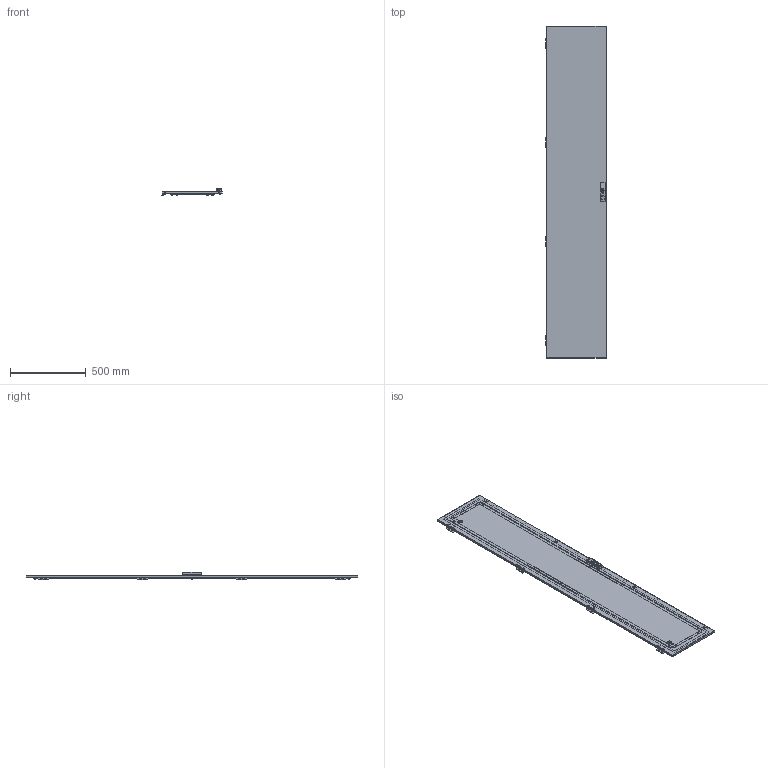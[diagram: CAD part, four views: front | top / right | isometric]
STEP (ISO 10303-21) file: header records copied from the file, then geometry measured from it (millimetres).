
FILE_DESCRIPTION (( 'STEP AP214' ), '1' );
FILE_NAME ('YKM40D-FO-DM-220-040 FORMAT Äâåðü ìåòàë. 2200õ400 IEK.STEP', '2024-09-25T12:13:55', ( '' ), ( '' ), 'SwSTEP 2.0', 'SolidWorks 2022', '' );
FILE_SCHEMA (( 'AUTOMOTIVE_DESIGN' ));
Length unit declared in the file: millimetre
Products named in the file (1): YKM40D-FO-DM-220-040 FORMAT Дверь метал. 2200х400 IEK
Bounding box: 397.88 x 2190 x 49.51 mm (x, y, z)
Volume: 2877748.2 mm3; surface area: 2591127.3 mm2
Topology: 19 solids, 62 shells, 3625 faces, 9715 edges, 6297 vertices
Faces by surface type: plane 2264, cylinder 1079, cone 172, torus 55, bspline 30, sphere 25
Entity records: 158053 total; most frequent: CARTESIAN_POINT 25304, ORIENTED_EDGE 19386, DIRECTION 18854, EDGE_CURVE 9693, LINE 6798, VECTOR 6798, VERTEX_POINT 6294, AXIS2_PLACEMENT_3D 6028
